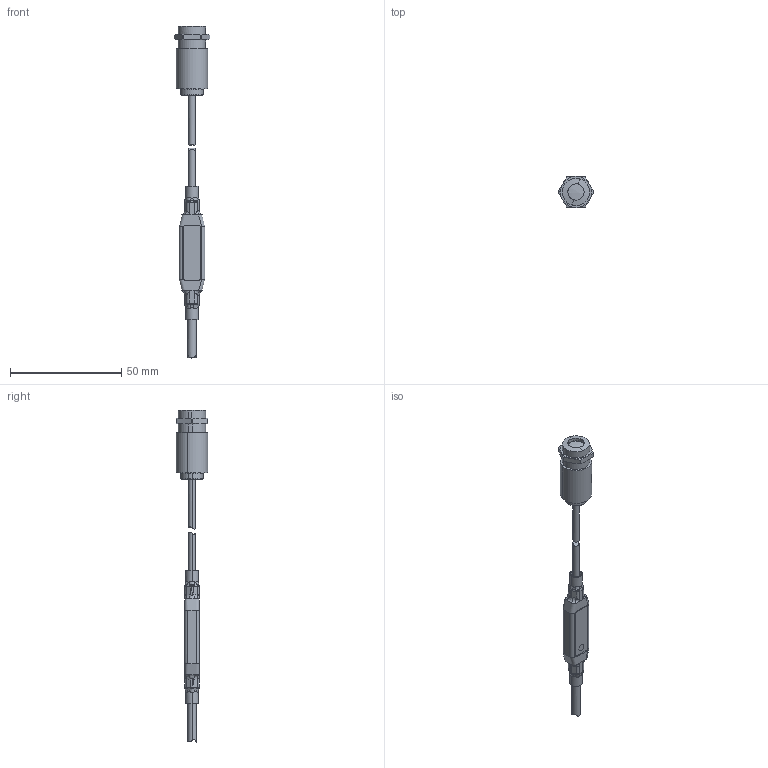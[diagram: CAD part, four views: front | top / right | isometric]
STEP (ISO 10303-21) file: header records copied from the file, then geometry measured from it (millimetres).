
FILE_DESCRIPTION (( 'STEP AP214' ), '1' );
FILE_NAME ('Sensing-head-CSmicro-28mm nc ext2 sr1-srf coord fxt comb1 sr1 fxt.STEP', '2023-07-05T22:08:14', ( '' ), ( '' ), 'SwSTEP 2.0', 'SolidWorks 2021', '' );
FILE_SCHEMA (( 'AUTOMOTIVE_DESIGN' ));
Length unit declared in the file: inch
Products named in the file (1): Sensing-head-CSmicro-28mm nc ext2 sr1-srf coord fxt comb1 sr1 fxt
Bounding box: 16 x 14 x 149.02 mm (x, y, z)
Volume: 6261.9 mm3; surface area: 7522.2 mm2
Topology: 10 solids, 10 shells, 545 faces, 1345 edges, 816 vertices
Faces by surface type: bspline 209, cylinder 174, plane 86, torus 38, cone 38
Entity records: 37293 total; most frequent: CARTESIAN_POINT 25723, ORIENTED_EDGE 2646, DIRECTION 2042, EDGE_CURVE 1323, AXIS2_PLACEMENT_3D 878, VERTEX_POINT 816, EDGE_LOOP 571, FACE_OUTER_BOUND 545
